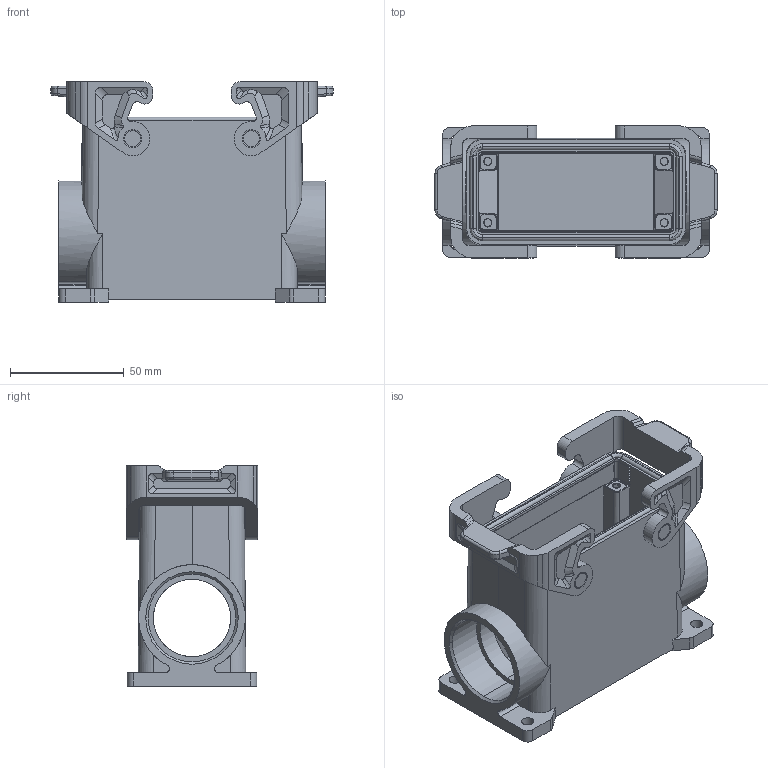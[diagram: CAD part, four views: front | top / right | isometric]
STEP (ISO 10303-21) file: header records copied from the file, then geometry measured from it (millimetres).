
FILE_DESCRIPTION(('Creo Elements/Direct Modeling STEP Export'),'2;1');
FILE_NAME('37jbk2e5h25gpn64344','2022-02-04T11:03:13',(''),(''),'Creo Elements/Direct Modeling STEP processor for AP214 (Solid Model)','Creo Elements/Direct Modeling 20.1B 02-Apr-2019 (C) Parametric Technology GmbH','');
FILE_SCHEMA(('AUTOMOTIVE_DESIGN { 1 0 10303 214 1 1 1 1 }'));
Length unit declared in the file: millimetre
Products named in the file (2): TAPH 16-240
Assembly tree (1 placements, depth 2):
  TAPH 16-240
    TAPH 16-240
Bounding box: 124 x 58 x 96.9 mm (x, y, z)
Volume: 178780.5 mm3; surface area: 72386.8 mm2
Topology: 1 solids, 1 shells, 609 faces, 1713 edges, 1127 vertices
Faces by surface type: plane 359, cylinder 198, torus 20, bspline 20, cone 12
Entity records: 30253 total; most frequent: CARTESIAN_POINT 11639, ORIENTED_EDGE 3426, DIRECTION 2828, EDGE_CURVE 1713, VERTEX_POINT 1127, VECTOR 1008, LINE 1008, AXIS2_PLACEMENT_3D 910
